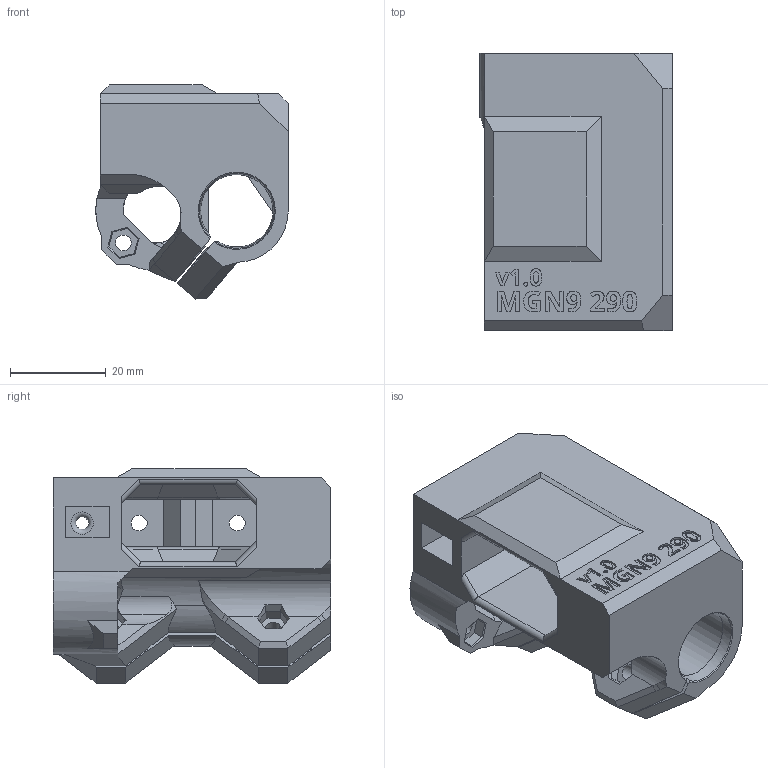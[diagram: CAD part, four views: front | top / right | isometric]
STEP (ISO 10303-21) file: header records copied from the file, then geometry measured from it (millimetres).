
FILE_DESCRIPTION(/* description */ ('STEP AP242','CAx-IF Rec.Pracs.---Representation and Presentation of Product Manufacturing Information (PMI)---4.0---2014-10-13','CAx-IF Rec.Pracs.---3D Tessellated Geometry---0.4---2014-09-14','2;1'),/* implementation_level */ '2;1');
FILE_NAME(/* name */ '62f90549441e8e7e8468ea40',/* time_stamp */ '2022-08-14T14:23:07+00:00',/* author */ (''),/* organization */ (''),/* preprocessor_version */ 'ST-DEVELOPER v18.102',/* originating_system */ ' ',/* authorisation */ ' ');
FILE_SCHEMA (('AP242_MANAGED_MODEL_BASED_3D_ENGINEERING_MIM_LF { 1 0 10303 442 1 1 4 }'));
Length unit declared in the file: metre
Products named in the file (1): X_end_idler
Bounding box: 40.26 x 58 x 44.79 mm (x, y, z)
Volume: 43740.1 mm3; surface area: 18899.4 mm2
Topology: 1 solids, 10 shells, 522 faces, 1392 edges, 912 vertices
Faces by surface type: plane 342, bspline 129, cylinder 41, cone 8, torus 2
Full cylindrical faces by diameter (mm): 3.3 x3, 13.5 x1
Entity records: 16569 total; most frequent: CARTESIAN_POINT 4404, ORIENTED_EDGE 2762, DIRECTION 2006, EDGE_CURVE 1381, LINE 988, VECTOR 988, VERTEX_POINT 908, EDGE_LOOP 573
